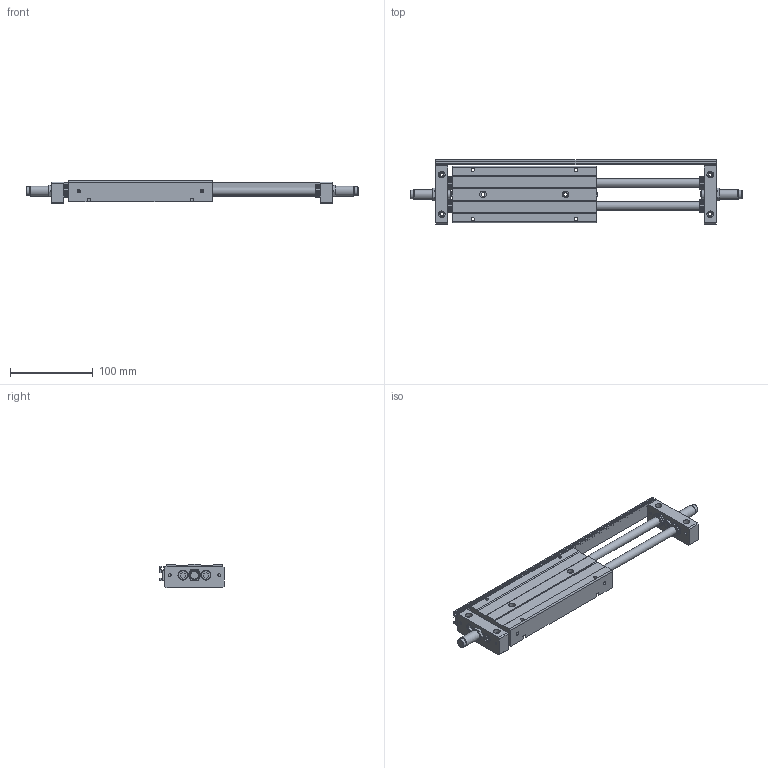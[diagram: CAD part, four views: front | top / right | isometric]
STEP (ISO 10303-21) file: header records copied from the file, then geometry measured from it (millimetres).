
FILE_DESCRIPTION((''),'2;1');
FILE_NAME('DPCS20X125.STEP','2012-11-30T08:24:53',('Administrator'),(''),'CADlook_v9.0','Cimatron E 8.0','');
FILE_SCHEMA(('AUTOMOTIVE_DESIGN { 1 2 10303 214 0 1 1 1 }'));
Length unit declared in the file: millimetre
Bounding box: 402 x 78 x 28 mm (x, y, z)
Volume: 403025.5 mm3; surface area: 114075 mm2
Topology: 4 solids, 4 shells, 258 faces, 609 edges, 403 vertices
Faces by surface type: plane 157, cylinder 71, cone 30
Full cylindrical faces by diameter (mm): 2 x2, 3.3 x4, 3.5 x2, 4.2 x10, 4.5 x2, 4.8 x4, 4.9 x4, 5 x2, 8 x10, 10 x6, 10.5 x2, 12 x4, 16 x8
Entity records: 9144 total; most frequent: CARTESIAN_POINT 1233, DIRECTION 1206, ORIENTED_EDGE 1038, EDGE_CURVE 519, AXIS2_PLACEMENT_3D 454, EDGE_LOOP 432, VERTEX_POINT 403, VECTOR 298
